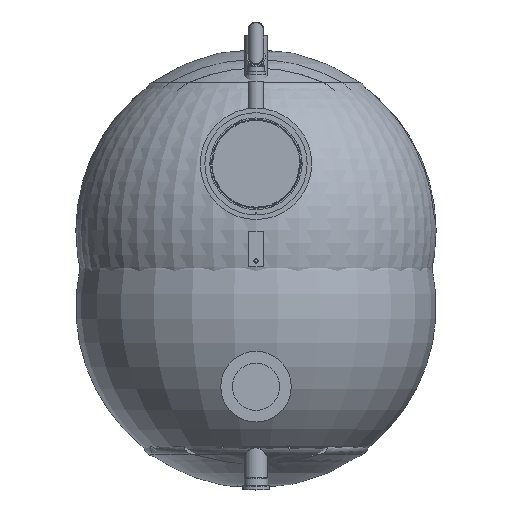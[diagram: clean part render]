
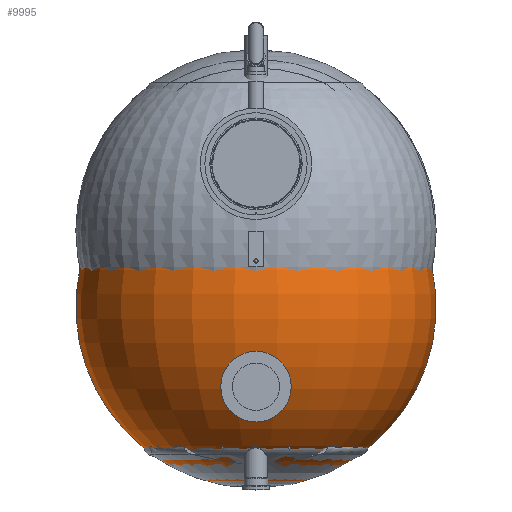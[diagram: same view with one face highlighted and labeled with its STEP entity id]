
A CAD part, top view. The second image highlights one B-rep face of the part: STEP entity #9995.
In plain terms, the highlighted toroidal (fillet/blend) face has major radius 2.49 mm and minor radius 1280 mm.
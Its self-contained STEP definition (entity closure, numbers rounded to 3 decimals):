
#1669=VERTEX_LOOP('',#6230);
#1672=CIRCLE('',#11208,736.783);
#2325=ORIENTED_EDGE('',*,*,#4927,.F.);
#2326=ORIENTED_EDGE('',*,*,#4928,.T.);
#4927=EDGE_CURVE('',#6228,#6229,#7234,.T.);
#4928=EDGE_CURVE('',#6228,#6229,#1672,.T.);
#6228=VERTEX_POINT('',#15900);
#6229=VERTEX_POINT('',#15901);
#6230=VERTEX_POINT('',#15903);
#7234=B_SPLINE_CURVE_WITH_KNOTS('',3,(#15862,#15863,#15864,#15865,#15866,
#15867,#15868,#15869,#15870,#15871,#15872,#15873,#15874,#15875,#15876,#15877,
#15878,#15879,#15880,#15881,#15882,#15883,#15884,#15885,#15886,#15887,#15888,
#15889,#15890,#15891,#15892,#15893,#15894,#15895,#15896,#15897,#15898,#15899),
 .UNSPECIFIED.,.F.,.F.,(4,1,1,1,1,1,1,1,1,1,1,1,1,1,1,1,1,1,1,1,1,1,1,1,
1,1,1,1,1,1,1,1,1,1,1,4),(0.,0.021,0.031,
0.037,0.042,0.052,0.063,
0.073,0.084,0.094,0.105,
0.115,0.126,0.136,0.147,
0.157,0.163,0.168,0.173,
0.178,0.184,0.189,0.194,
0.199,0.21,0.215,0.22,
0.231,0.241,0.252,0.262,
0.273,0.294,0.304,0.315,
0.336),.UNSPECIFIED.);
#7529=EDGE_LOOP('',(#2325,#2326));
#8757=FACE_BOUND('',#7529,.T.);
#8758=FACE_BOUND('',#1669,.T.);
#9988=DEGENERATE_TOROIDAL_SURFACE('',#11207,2.49,1280.,.T.);
#9995=ADVANCED_FACE('',(#8757,#8758),#9988,.F.);
#11207=AXIS2_PLACEMENT_3D('',#15861,#12651,#12652);
#11208=AXIS2_PLACEMENT_3D('',#15902,#12653,#12654);
#12651=DIRECTION('',(0.,0.,-1.));
#12652=DIRECTION('',(-1.,0.,0.));
#12653=DIRECTION('',(0.,0.,-1.));
#12654=DIRECTION('',(-1.,0.,0.));
#15861=CARTESIAN_POINT('',(2.497,0.,-997.188));
#15862=CARTESIAN_POINT('',(75.606,733.146,51.246));
#15863=CARTESIAN_POINT('',(77.567,727.476,55.062));
#15864=CARTESIAN_POINT('',(79.488,718.871,60.818));
#15865=CARTESIAN_POINT('',(80.077,708.663,67.586));
#15866=CARTESIAN_POINT('',(79.93,702.787,71.465));
#15867=CARTESIAN_POINT('',(79.453,696.859,75.366));
#15868=CARTESIAN_POINT('',(78.244,689.556,80.152));
#15869=CARTESIAN_POINT('',(75.83,680.99,85.732));
#15870=CARTESIAN_POINT('',(72.436,672.629,91.149));
#15871=CARTESIAN_POINT('',(67.966,664.455,96.416));
#15872=CARTESIAN_POINT('',(62.552,656.831,101.303));
#15873=CARTESIAN_POINT('',(56.165,649.75,105.818));
#15874=CARTESIAN_POINT('',(48.687,643.26,109.937));
#15875=CARTESIAN_POINT('',(40.459,637.744,113.421));
#15876=CARTESIAN_POINT('',(31.419,633.181,116.29));
#15877=CARTESIAN_POINT('',(21.48,629.696,118.469));
#15878=CARTESIAN_POINT('',(12.971,627.921,119.57));
#15879=CARTESIAN_POINT('',(5.986,627.162,120.033));
#15880=CARTESIAN_POINT('',(0.631,626.94,120.161));
#15881=CARTESIAN_POINT('',(-4.694,627.076,120.063));
#15882=CARTESIAN_POINT('',(-9.949,627.56,119.746));
#15883=CARTESIAN_POINT('',(-15.145,628.385,119.215));
#15884=CARTESIAN_POINT('',(-20.286,629.551,118.467));
#15885=CARTESIAN_POINT('',(-25.342,631.057,117.505));
#15886=CARTESIAN_POINT('',(-31.812,633.454,115.976));
#15887=CARTESIAN_POINT('',(-37.937,636.421,114.084));
#15888=CARTESIAN_POINT('',(-43.735,639.947,111.834));
#15889=CARTESIAN_POINT('',(-49.193,643.758,109.399));
#15890=CARTESIAN_POINT('',(-55.412,649.022,106.032));
#15891=CARTESIAN_POINT('',(-62.002,656.142,101.462));
#15892=CARTESIAN_POINT('',(-67.514,663.748,96.563));
#15893=CARTESIAN_POINT('',(-72.041,671.804,91.353));
#15894=CARTESIAN_POINT('',(-76.763,683.092,84.019));
#15895=CARTESIAN_POINT('',(-79.43,694.65,76.457));
#15896=CARTESIAN_POINT('',(-80.164,706.551,68.611));
#15897=CARTESIAN_POINT('',(-79.577,718.266,60.847));
#15898=CARTESIAN_POINT('',(-77.713,726.916,55.069));
#15899=CARTESIAN_POINT('',(-75.788,732.612,51.246));
#15900=CARTESIAN_POINT('',(75.606,733.146,51.246));
#15901=CARTESIAN_POINT('',(-75.788,732.612,51.246));
#15902=CARTESIAN_POINT('',(2.497,0.,51.246));
#15903=CARTESIAN_POINT('',(2.497,0.,282.809));
